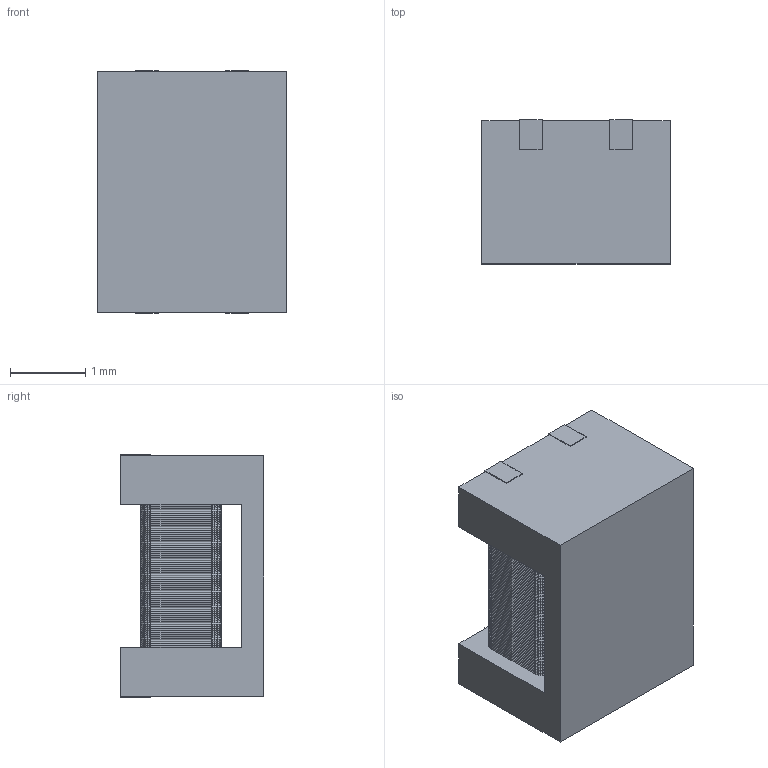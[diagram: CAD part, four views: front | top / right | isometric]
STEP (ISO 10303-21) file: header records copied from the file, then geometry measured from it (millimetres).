
FILE_DESCRIPTION (( 'STEP AP214' ), '1' );
FILE_NAME ('User Library-acp3225.STEP', '2022-05-20T03:02:29', ( '' ), ( '' ), 'SwSTEP 2.0', 'SolidWorks 2021', '' );
FILE_SCHEMA (( 'AUTOMOTIVE_DESIGN' ));
Length unit declared in the file: millimetre
Products named in the file (4): User Library-acp3225; enrolamento_Valor predeterminado; Case_Valor predeterminado; carretel_Valor predeterminado
Assembly tree (78 placements, depth 2):
  User Library-acp3225
    enrolamento_Valor predeterminado  x76
    carretel_Valor predeterminado
    Case_Valor predeterminado
Bounding box: 2.5 x 1.91 x 3.22 mm (x, y, z)
Volume: 11.6 mm3; surface area: 90.5 mm2
Topology: 78 solids, 78 shells, 1260 faces, 3160 edges, 1904 vertices
Faces by surface type: cylinder 612, torus 608, plane 40
Entity records: 3102 total; most frequent: DIRECTION 482, CARTESIAN_POINT 405, ORIENTED_EDGE 320, AXIS2_PLACEMENT_3D 181, EDGE_CURVE 160, LINE 120, VECTOR 120, VERTEX_POINT 104
